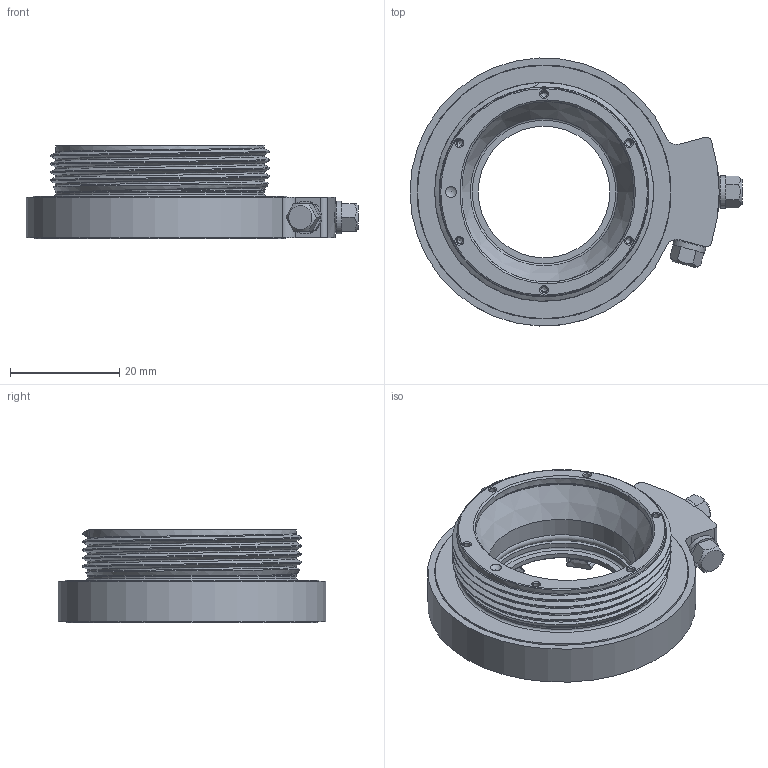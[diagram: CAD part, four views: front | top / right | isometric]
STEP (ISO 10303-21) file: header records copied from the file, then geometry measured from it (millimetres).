
FILE_DESCRIPTION(/* description */ (''),/* implementation_level */ '2;1');
FILE_NAME(/* name */ '373229000.stp',/* time_stamp */ '2022-09-23T07:59:07',/* author */ ('Ratnasingam Jekanthan'),/* organization */ ('REGO-FIX'),/* preprocessor_version */ ' Unknown',/* originating_system */ 'SIEMENS PLM Software Solid Edge ST10',/* authorization */ 'Unknown');
FILE_SCHEMA (('AUTOMOTIVE_DESIGN { 1 0 10303 214 2 1 1}'));
Length unit declared in the file: millimetre
Products named in the file (1): 3732
Bounding box: 60.67 x 48.97 x 17.05 mm (x, y, z)
Volume: 14329.6 mm3; surface area: 12348.8 mm2
Topology: 1 solids, 3 shells, 229 faces, 674 edges, 435 vertices
Faces by surface type: cylinder 65, plane 60, cone 56, torus 42, bspline 3, sphere 3
Full cylindrical faces by diameter (mm): 1.2 x6, 1.8 x3, 2 x2, 4 x2, 4.459 x5, 6 x2, 24.05 x1, 27.05 x2, 29.5 x2, 38 x1, 38.1 x1, 40 x3, 45.75 x1, 46 x1, 46.3 x1, 46.5 x1
Entity records: 9832 total; most frequent: CARTESIAN_POINT 2949, DIRECTION 1074, ORIENTED_EDGE 1036, EDGE_CURVE 518, AXIS2_PLACEMENT_3D 498, VERTEX_POINT 379, FACE_BOUND 345, EDGE_LOOP 337
